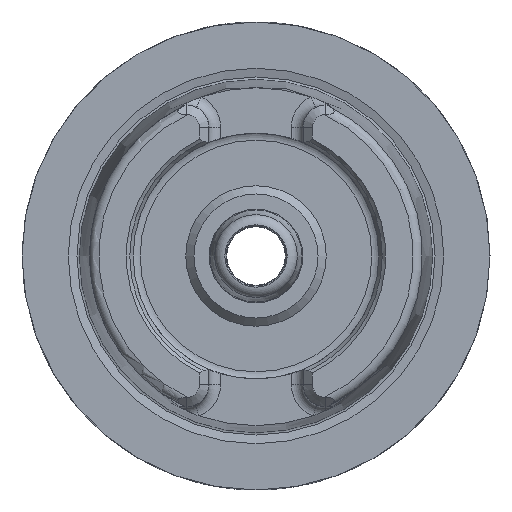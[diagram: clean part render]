
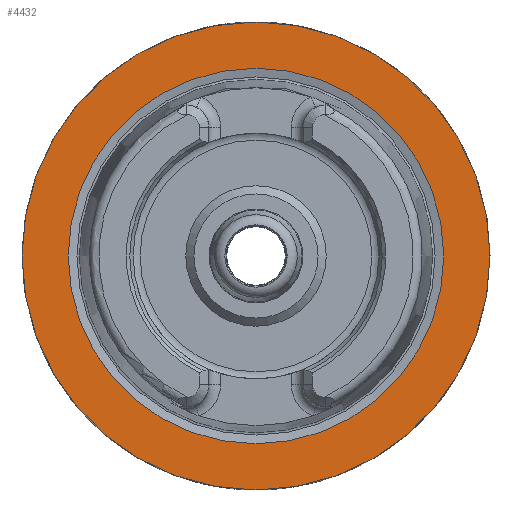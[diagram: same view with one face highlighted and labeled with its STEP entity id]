
A CAD part, left-side view. The second image highlights one B-rep face of the part: STEP entity #4432.
In plain terms, the highlighted planar face has unit normal (-1, 0, 0).
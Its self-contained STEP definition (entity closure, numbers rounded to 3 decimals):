
#3518=CARTESIAN_POINT('',(0.0,20.0,0.0));
#3519=VERTEX_POINT('',#3518);
#3520=CARTESIAN_POINT('',(0.0,0.0,0.0));
#3521=DIRECTION('',(1.0,0.0,0.0));
#3522=DIRECTION('',(0.0,1.0,0.0));
#3523=AXIS2_PLACEMENT_3D('',#3520,#3521,#3522);
#3524=CIRCLE('',#3523,20.0);
#3525=EDGE_CURVE('',#3519,#3519,#3524,.T.);
#4406=CARTESIAN_POINT('',(0.0,16.046,0.0));
#4407=VERTEX_POINT('',#4406);
#4408=CARTESIAN_POINT('',(0.0,0.0,0.0));
#4409=DIRECTION('',(1.0,0.0,0.0));
#4410=DIRECTION('',(0.0,1.0,0.0));
#4411=AXIS2_PLACEMENT_3D('',#4408,#4409,#4410);
#4412=CIRCLE('',#4411,16.046);
#4413=EDGE_CURVE('',#4407,#4407,#4412,.T.);
#4421=CARTESIAN_POINT('',(0.0,18.023,0.0));
#4422=DIRECTION('',(-1.0,0.0,0.0));
#4423=DIRECTION('',(0.0,0.0,1.0));
#4424=AXIS2_PLACEMENT_3D('',#4421,#4422,#4423);
#4425=PLANE('',#4424);
#4426=ORIENTED_EDGE('',*,*,#3525,.F.);
#4427=EDGE_LOOP('',(#4426));
#4428=FACE_OUTER_BOUND('',#4427,.T.);
#4429=ORIENTED_EDGE('',*,*,#4413,.T.);
#4430=EDGE_LOOP('',(#4429));
#4431=FACE_BOUND('',#4430,.T.);
#4432=ADVANCED_FACE('',(#4428,#4431),#4425,.T.);
